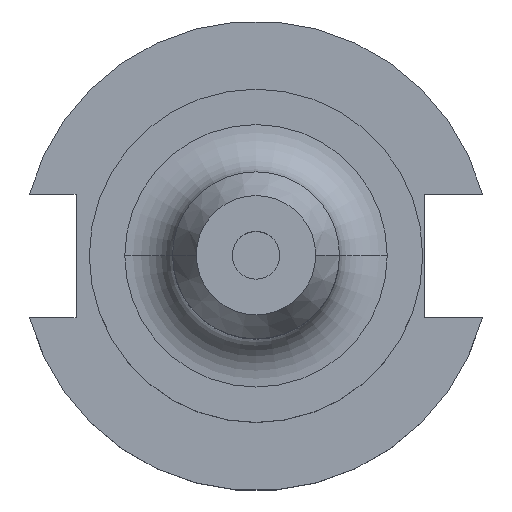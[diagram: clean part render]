
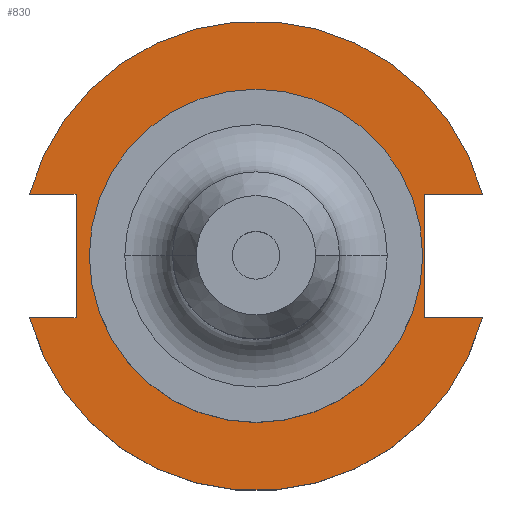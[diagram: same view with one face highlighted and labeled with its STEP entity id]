
A CAD part, top view. The second image highlights one B-rep face of the part: STEP entity #830.
In plain terms, the highlighted planar face has unit normal (0, 0, 1).
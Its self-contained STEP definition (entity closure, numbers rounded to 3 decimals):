
#3 = ORIENTED_EDGE ( 'NONE', *, *, #428, .F. ) ;
#57 = ORIENTED_EDGE ( 'NONE', *, *, #1432, .F. ) ;
#61 = CARTESIAN_POINT ( 'NONE',  ( -37.719, -12.954, 19.05 ) ) ;
#66 = FACE_OUTER_BOUND ( 'NONE', #756, .T. ) ;
#69 = CARTESIAN_POINT ( 'NONE',  ( 35.306, -12.954, 19.05 ) ) ;
#76 = VERTEX_POINT ( 'NONE', #1013 ) ;
#110 = VERTEX_POINT ( 'NONE', #1409 ) ;
#163 = DIRECTION ( 'NONE',  ( -1., 0., 0. ) ) ;
#198 = CARTESIAN_POINT ( 'NONE',  ( -37.719, 12.954, 19.05 ) ) ;
#251 = DIRECTION ( 'NONE',  ( 0., 1., 0. ) ) ;
#278 = ORIENTED_EDGE ( 'NONE', *, *, #1008, .F. ) ;
#313 = VERTEX_POINT ( 'NONE', #1602 ) ;
#354 = VERTEX_POINT ( 'NONE', #531 ) ;
#395 = AXIS2_PLACEMENT_3D ( 'NONE', #781, #824, #838 ) ;
#428 = EDGE_CURVE ( 'NONE', #1215, #1079, #1404, .T. ) ;
#437 = CARTESIAN_POINT ( 'NONE',  ( 47.477, -12.954, 19.05 ) ) ;
#464 = AXIS2_PLACEMENT_3D ( 'NONE', #539, #600, #670 ) ;
#484 = VERTEX_POINT ( 'NONE', #69 ) ;
#496 = CARTESIAN_POINT ( 'NONE',  ( -63.719, 12.954, 19.05 ) ) ;
#509 = EDGE_CURVE ( 'NONE', #1079, #1235, #957, .T. ) ;
#512 = DIRECTION ( 'NONE',  ( -1., 0., 0. ) ) ;
#521 = CIRCLE ( 'NONE', #1181, 49.212 ) ;
#531 = CARTESIAN_POINT ( 'NONE',  ( -47.477, 12.954, 19.05 ) ) ;
#539 = CARTESIAN_POINT ( 'NONE',  ( 0., 0., 19.05 ) ) ;
#559 = LINE ( 'NONE', #496, #881 ) ;
#586 = VERTEX_POINT ( 'NONE', #437 ) ;
#592 = EDGE_CURVE ( 'NONE', #1235, #354, #559, .T. ) ;
#599 = VECTOR ( 'NONE', #251, 1000. ) ;
#600 = DIRECTION ( 'NONE',  ( 0., 0., 1. ) ) ;
#653 = LINE ( 'NONE', #1241, #1020 ) ;
#656 = CARTESIAN_POINT ( 'NONE',  ( 0., 0., 19.05 ) ) ;
#670 = DIRECTION ( 'NONE',  ( 1., 0., 0. ) ) ;
#673 = EDGE_CURVE ( 'NONE', #110, #354, #521, .T. ) ;
#675 = DIRECTION ( 'NONE',  ( 0., 0., 1. ) ) ;
#676 = VECTOR ( 'NONE', #1016, 1000. ) ;
#685 = DIRECTION ( 'NONE',  ( 1., 0., 0. ) ) ;
#698 = EDGE_CURVE ( 'NONE', #1215, #586, #1546, .T. ) ;
#745 = CARTESIAN_POINT ( 'NONE',  ( -47.477, -12.954, 19.05 ) ) ;
#755 = CARTESIAN_POINT ( 'NONE',  ( 0., 0., 19.05 ) ) ;
#756 = EDGE_LOOP ( 'NONE', ( #1402, #1671, #993, #1504, #1607, #1505, #1258, #3 ) ) ;
#758 = DIRECTION ( 'NONE',  ( 0., 0., 1. ) ) ;
#764 = DIRECTION ( 'NONE',  ( 1., 0., 0. ) ) ;
#781 = CARTESIAN_POINT ( 'NONE',  ( 0., 0., 19.05 ) ) ;
#786 = AXIS2_PLACEMENT_3D ( 'NONE', #1354, #1379, #1389 ) ;
#801 = EDGE_CURVE ( 'NONE', #484, #586, #653, .T. ) ;
#819 = VECTOR ( 'NONE', #943, 1000. ) ;
#824 = DIRECTION ( 'NONE',  ( 0., 0., 1. ) ) ;
#830 = ADVANCED_FACE ( 'NONE', ( #936, #66 ), #1371, .T. ) ;
#838 = DIRECTION ( 'NONE',  ( 1., 0., 0. ) ) ;
#870 = EDGE_CURVE ( 'NONE', #110, #313, #1285, .T. ) ;
#881 = VECTOR ( 'NONE', #512, 1000. ) ;
#927 = CARTESIAN_POINT ( 'NONE',  ( 35.306, 12.954, 19.05 ) ) ;
#936 = FACE_BOUND ( 'NONE', #992, .T. ) ;
#943 = DIRECTION ( 'NONE',  ( 0., -1., 0. ) ) ;
#957 = LINE ( 'NONE', #198, #599 ) ;
#988 = CARTESIAN_POINT ( 'NONE',  ( -63.719, -12.954, 19.05 ) ) ;
#992 = EDGE_LOOP ( 'NONE', ( #278, #57 ) ) ;
#993 = ORIENTED_EDGE ( 'NONE', *, *, #1040, .F. ) ;
#1008 = EDGE_CURVE ( 'NONE', #1616, #76, #1572, .T. ) ;
#1013 = CARTESIAN_POINT ( 'NONE',  ( -34.925, 0., 19.05 ) ) ;
#1016 = DIRECTION ( 'NONE',  ( 1., 0., 0. ) ) ;
#1020 = VECTOR ( 'NONE', #1246, 1000. ) ;
#1040 = EDGE_CURVE ( 'NONE', #313, #484, #1535, .T. ) ;
#1079 = VERTEX_POINT ( 'NONE', #61 ) ;
#1181 = AXIS2_PLACEMENT_3D ( 'NONE', #656, #675, #685 ) ;
#1215 = VERTEX_POINT ( 'NONE', #745 ) ;
#1235 = VERTEX_POINT ( 'NONE', #1364 ) ;
#1241 = CARTESIAN_POINT ( 'NONE',  ( 35.306, -12.954, 19.05 ) ) ;
#1246 = DIRECTION ( 'NONE',  ( 1., 0., 0. ) ) ;
#1258 = ORIENTED_EDGE ( 'NONE', *, *, #509, .F. ) ;
#1271 = AXIS2_PLACEMENT_3D ( 'NONE', #755, #758, #764 ) ;
#1285 = LINE ( 'NONE', #1615, #1628 ) ;
#1354 = CARTESIAN_POINT ( 'NONE',  ( 0., 49.212, 19.05 ) ) ;
#1364 = CARTESIAN_POINT ( 'NONE',  ( -37.719, 12.954, 19.05 ) ) ;
#1371 = PLANE ( 'NONE',  #786 ) ;
#1379 = DIRECTION ( 'NONE',  ( 0., 0., 1. ) ) ;
#1389 = DIRECTION ( 'NONE',  ( 1., 0., 0. ) ) ;
#1393 = CARTESIAN_POINT ( 'NONE',  ( 34.925, 0., 19.05 ) ) ;
#1402 = ORIENTED_EDGE ( 'NONE', *, *, #698, .T. ) ;
#1404 = LINE ( 'NONE', #988, #676 ) ;
#1409 = CARTESIAN_POINT ( 'NONE',  ( 47.477, 12.954, 19.05 ) ) ;
#1432 = EDGE_CURVE ( 'NONE', #76, #1616, #1551, .T. ) ;
#1504 = ORIENTED_EDGE ( 'NONE', *, *, #870, .F. ) ;
#1505 = ORIENTED_EDGE ( 'NONE', *, *, #592, .F. ) ;
#1535 = LINE ( 'NONE', #927, #819 ) ;
#1546 = CIRCLE ( 'NONE', #1271, 49.212 ) ;
#1551 = CIRCLE ( 'NONE', #395, 34.925 ) ;
#1572 = CIRCLE ( 'NONE', #464, 34.925 ) ;
#1602 = CARTESIAN_POINT ( 'NONE',  ( 35.306, 12.954, 19.05 ) ) ;
#1607 = ORIENTED_EDGE ( 'NONE', *, *, #673, .T. ) ;
#1615 = CARTESIAN_POINT ( 'NONE',  ( 35.306, 12.954, 19.05 ) ) ;
#1616 = VERTEX_POINT ( 'NONE', #1393 ) ;
#1628 = VECTOR ( 'NONE', #163, 1000. ) ;
#1671 = ORIENTED_EDGE ( 'NONE', *, *, #801, .F. ) ;
